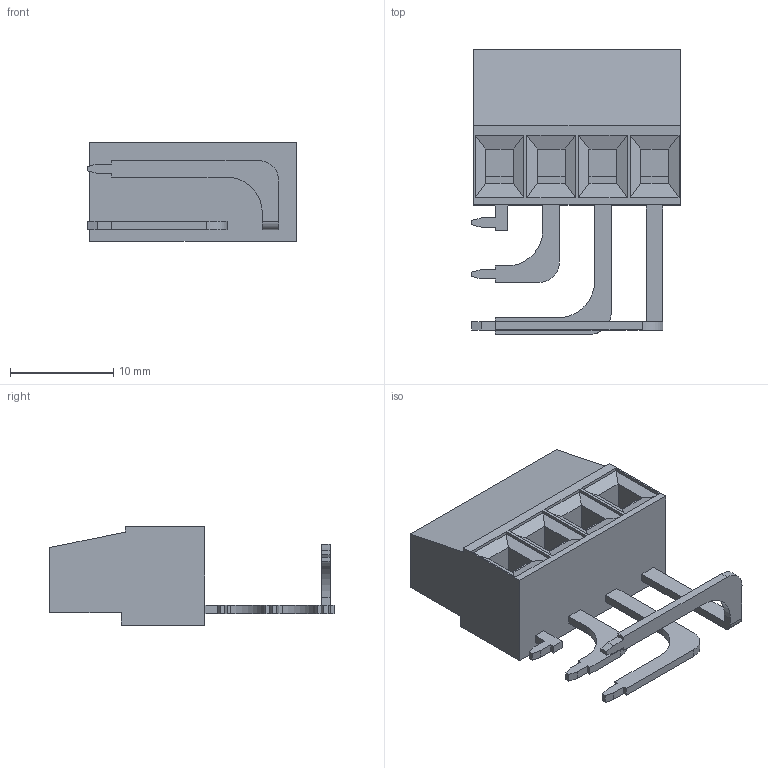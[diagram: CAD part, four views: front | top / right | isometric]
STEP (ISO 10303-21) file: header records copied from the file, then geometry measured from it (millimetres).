
FILE_DESCRIPTION(('STEP AP214'),'1');
FILE_NAME('ML254-5-S-LCS.stp','2024-01-30T13:32:13',(' '),(' '),'Spatial InterOp 3D',' ',' ');
FILE_SCHEMA(('AUTOMOTIVE_DESIGN { 1 0 10303 214 1 1 1 1 }'));
Length unit declared in the file: metre
Products named in the file (1): 1706622899
Bounding box: 20.2 x 27.5 x 9.5 mm (x, y, z)
Volume: 2272.1 mm3; surface area: 1978.2 mm2
Topology: 1 solids, 1 shells, 209 faces, 552 edges, 360 vertices
Faces by surface type: plane 193, cylinder 15, extrusion 1
Full cylindrical faces by diameter (mm): 4 x4
Entity records: 9883 total; most frequent: CARTESIAN_POINT 1128, ORIENTED_EDGE 1088, DIRECTION 1003, STYLED_ITEM 589, PRESENTATION_STYLE_ASSIGNMENT 589, COLOUR_RGB 589, EDGE_CURVE 544, VECTOR 501
